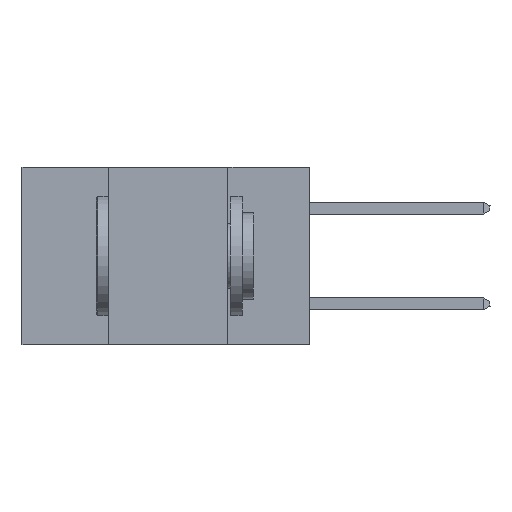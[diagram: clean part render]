
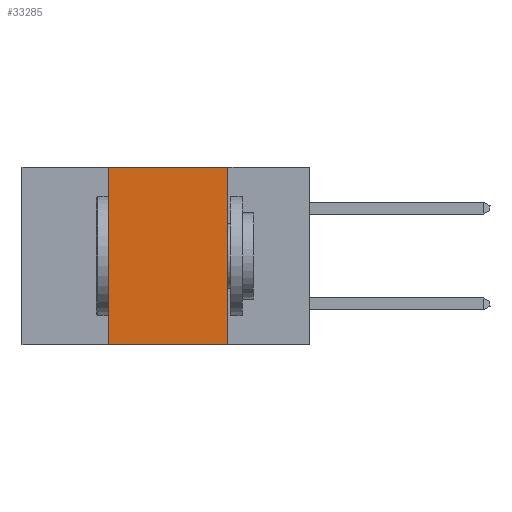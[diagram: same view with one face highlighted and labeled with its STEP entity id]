
A CAD part, left-side view. The second image highlights one B-rep face of the part: STEP entity #33285.
In plain terms, the highlighted planar face has unit normal (-1, 0, 0).
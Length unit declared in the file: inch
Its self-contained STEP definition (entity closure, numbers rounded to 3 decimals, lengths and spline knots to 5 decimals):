
#3861 = VECTOR ( 'NONE', #45140, 39.37008 ) ;
#4976 = DIRECTION ( 'NONE',  ( 0., -1., 0. ) ) ;
#5779 = LINE ( 'NONE', #9523, #32019 ) ;
#7751 = EDGE_LOOP ( 'NONE', ( #34392, #10535, #22258, #11117 ) ) ;
#8308 = EDGE_CURVE ( 'NONE', #36123, #19383, #22946, .T. ) ;
#8600 = DIRECTION ( 'NONE',  ( 1., 0., 0. ) ) ;
#9080 = AXIS2_PLACEMENT_3D ( 'NONE', #22834, #8600, #33491 ) ;
#9523 = CARTESIAN_POINT ( 'NONE',  ( 0., 0.42, 0. ) ) ;
#9771 = DIRECTION ( 'NONE',  ( 0., 0., -1. ) ) ;
#10535 = ORIENTED_EDGE ( 'NONE', *, *, #8308, .F. ) ;
#11117 = ORIENTED_EDGE ( 'NONE', *, *, #38215, .T. ) ;
#13020 = FACE_OUTER_BOUND ( 'NONE', #7751, .T. ) ;
#13205 = CARTESIAN_POINT ( 'NONE',  ( 0., 0.17, -0.37 ) ) ;
#19301 = CARTESIAN_POINT ( 'NONE',  ( 0., 0.6, -0.37 ) ) ;
#19324 = EDGE_CURVE ( 'NONE', #19383, #45222, #41289, .T. ) ;
#19383 = VERTEX_POINT ( 'NONE', #45550 ) ;
#20295 = CARTESIAN_POINT ( 'NONE',  ( 0., 0.42, 0. ) ) ;
#20360 = VECTOR ( 'NONE', #4976, 39.37008 ) ;
#22258 = ORIENTED_EDGE ( 'NONE', *, *, #37067, .F. ) ;
#22834 = CARTESIAN_POINT ( 'NONE',  ( 0., 0.6, 0. ) ) ;
#22946 = LINE ( 'NONE', #23867, #3861 ) ;
#23867 = CARTESIAN_POINT ( 'NONE',  ( 0., 0.6, 0. ) ) ;
#27831 = VERTEX_POINT ( 'NONE', #27866 ) ;
#27866 = CARTESIAN_POINT ( 'NONE',  ( 0., 0.42, -0.37 ) ) ;
#29757 = LINE ( 'NONE', #19301, #20360 ) ;
#29939 = PLANE ( 'NONE',  #9080 ) ;
#30804 = VECTOR ( 'NONE', #9771, 39.37008 ) ;
#30829 = DIRECTION ( 'NONE',  ( 0., 0., 1. ) ) ;
#32019 = VECTOR ( 'NONE', #30829, 39.37008 ) ;
#33285 = ADVANCED_FACE ( 'NONE', ( #13020 ), #29939, .F. ) ;
#33491 = DIRECTION ( 'NONE',  ( 0., 0., -1. ) ) ;
#34392 = ORIENTED_EDGE ( 'NONE', *, *, #19324, .F. ) ;
#36123 = VERTEX_POINT ( 'NONE', #20295 ) ;
#37067 = EDGE_CURVE ( 'NONE', #27831, #36123, #5779, .T. ) ;
#38179 = CARTESIAN_POINT ( 'NONE',  ( 0., 0.17, 0. ) ) ;
#38215 = EDGE_CURVE ( 'NONE', #27831, #45222, #29757, .T. ) ;
#41289 = LINE ( 'NONE', #38179, #30804 ) ;
#45140 = DIRECTION ( 'NONE',  ( 0., -1., 0. ) ) ;
#45222 = VERTEX_POINT ( 'NONE', #13205 ) ;
#45550 = CARTESIAN_POINT ( 'NONE',  ( 0., 0.17, 0. ) ) ;
